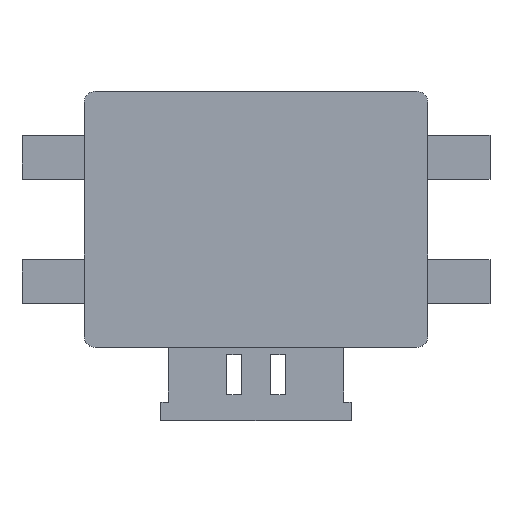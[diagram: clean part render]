
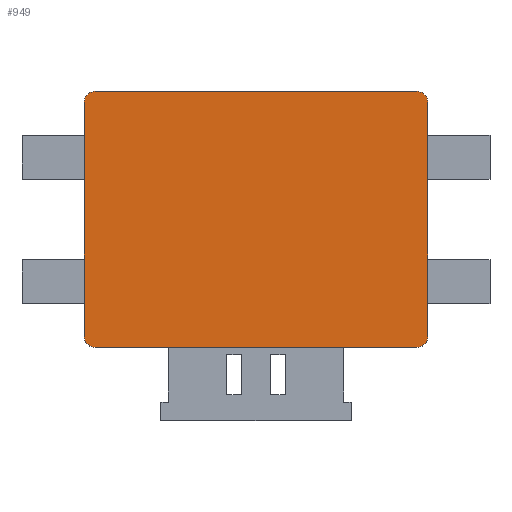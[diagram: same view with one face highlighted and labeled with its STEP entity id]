
A CAD part, top view. The second image highlights one B-rep face of the part: STEP entity #949.
In plain terms, the highlighted planar face has unit normal (0, 0, 1).
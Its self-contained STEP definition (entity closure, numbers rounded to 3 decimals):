
#41=PLANE('',#1040);
#99=FACE_OUTER_BOUND('',#159,.T.);
#159=EDGE_LOOP('',(#728,#729,#730,#731,#732,#733,#734,#735));
#212=LINE('',#1375,#328);
#218=LINE('',#1390,#334);
#224=LINE('',#1414,#340);
#225=LINE('',#1416,#341);
#328=VECTOR('',#1111,10.);
#334=VECTOR('',#1127,10.);
#340=VECTOR('',#1159,10.);
#341=VECTOR('',#1162,10.);
#438=CIRCLE('',#1012,0.15);
#445=CIRCLE('',#1022,0.15);
#446=CIRCLE('',#1024,0.15);
#447=CIRCLE('',#1027,0.15);
#452=VERTEX_POINT('',#1347);
#453=VERTEX_POINT('',#1348);
#464=VERTEX_POINT('',#1374);
#465=VERTEX_POINT('',#1378);
#466=VERTEX_POINT('',#1382);
#467=VERTEX_POINT('',#1383);
#468=VERTEX_POINT('',#1388);
#469=VERTEX_POINT('',#1392);
#538=EDGE_CURVE('',#452,#453,#438,.T.);
#551=EDGE_CURVE('',#464,#453,#212,.T.);
#553=EDGE_CURVE('',#464,#465,#445,.T.);
#555=EDGE_CURVE('',#466,#467,#446,.T.);
#559=EDGE_CURVE('',#466,#468,#218,.T.);
#560=EDGE_CURVE('',#469,#468,#447,.T.);
#570=EDGE_CURVE('',#469,#465,#224,.T.);
#571=EDGE_CURVE('',#452,#467,#225,.T.);
#728=ORIENTED_EDGE('',*,*,#538,.F.);
#729=ORIENTED_EDGE('',*,*,#571,.T.);
#730=ORIENTED_EDGE('',*,*,#555,.F.);
#731=ORIENTED_EDGE('',*,*,#559,.T.);
#732=ORIENTED_EDGE('',*,*,#560,.F.);
#733=ORIENTED_EDGE('',*,*,#570,.T.);
#734=ORIENTED_EDGE('',*,*,#553,.F.);
#735=ORIENTED_EDGE('',*,*,#551,.T.);
#949=ADVANCED_FACE('',(#99),#41,.T.);
#1012=AXIS2_PLACEMENT_3D('',#1349,#1087,#1088);
#1022=AXIS2_PLACEMENT_3D('',#1379,#1115,#1116);
#1024=AXIS2_PLACEMENT_3D('',#1384,#1120,#1121);
#1027=AXIS2_PLACEMENT_3D('',#1393,#1130,#1131);
#1040=AXIS2_PLACEMENT_3D('',#1417,#1163,#1164);
#1087=DIRECTION('center_axis',(0.,0.,-1.));
#1088=DIRECTION('ref_axis',(0.707,0.707,0.));
#1111=DIRECTION('',(0.,1.,0.));
#1115=DIRECTION('center_axis',(0.,0.,-1.));
#1116=DIRECTION('ref_axis',(0.707,-0.707,0.));
#1120=DIRECTION('center_axis',(0.,0.,-1.));
#1121=DIRECTION('ref_axis',(-0.707,0.707,0.));
#1127=DIRECTION('',(0.,-1.,0.));
#1130=DIRECTION('center_axis',(0.,0.,-1.));
#1131=DIRECTION('ref_axis',(-0.707,-0.707,0.));
#1159=DIRECTION('',(1.,0.,0.));
#1162=DIRECTION('',(-1.,0.,0.));
#1163=DIRECTION('center_axis',(0.,0.,1.));
#1164=DIRECTION('ref_axis',(1.,0.,0.));
#1347=CARTESIAN_POINT('',(2.2,1.75,1.65));
#1348=CARTESIAN_POINT('',(2.35,1.6,1.65));
#1349=CARTESIAN_POINT('Origin',(2.2,1.6,1.65));
#1374=CARTESIAN_POINT('',(2.35,-1.6,1.65));
#1375=CARTESIAN_POINT('',(2.35,-1.75,1.65));
#1378=CARTESIAN_POINT('',(2.2,-1.75,1.65));
#1379=CARTESIAN_POINT('Origin',(2.2,-1.6,1.65));
#1382=CARTESIAN_POINT('',(-2.35,1.6,1.65));
#1383=CARTESIAN_POINT('',(-2.2,1.75,1.65));
#1384=CARTESIAN_POINT('Origin',(-2.2,1.6,1.65));
#1388=CARTESIAN_POINT('',(-2.35,-1.6,1.65));
#1390=CARTESIAN_POINT('',(-2.35,1.75,1.65));
#1392=CARTESIAN_POINT('',(-2.2,-1.75,1.65));
#1393=CARTESIAN_POINT('Origin',(-2.2,-1.6,1.65));
#1414=CARTESIAN_POINT('',(-2.35,-1.75,1.65));
#1416=CARTESIAN_POINT('',(2.35,1.75,1.65));
#1417=CARTESIAN_POINT('Origin',(0.,0.,1.65));
